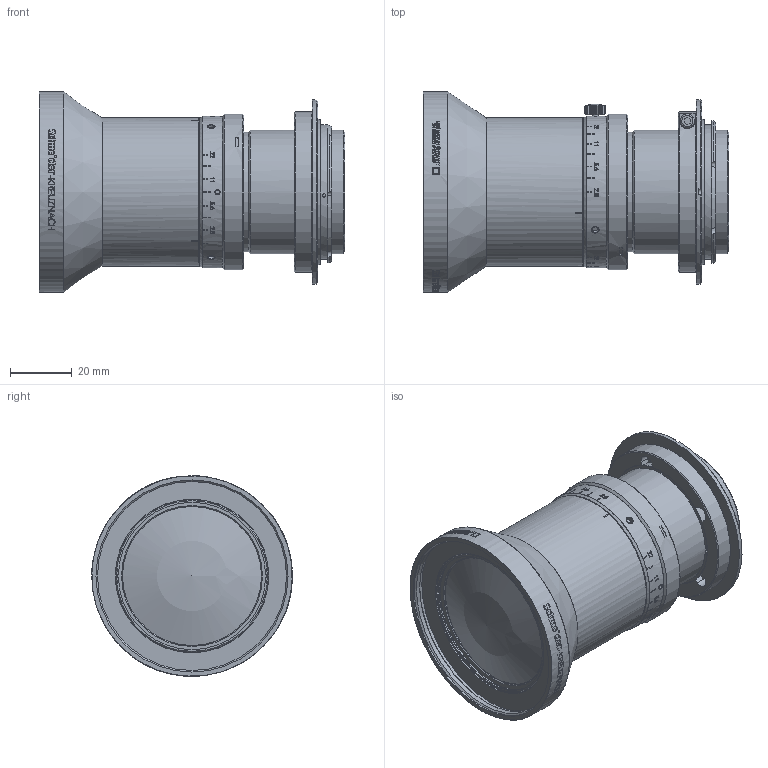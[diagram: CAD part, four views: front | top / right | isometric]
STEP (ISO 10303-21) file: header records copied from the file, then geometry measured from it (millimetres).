
FILE_DESCRIPTION(/* description */ (''),/* implementation_level */ '2;1');
FILE_NAME(/* name */ '1071609_00156040_002.stp',/* time_stamp */ '2021-10-20T09:27:37+02:00',/* author */ (''),/* organization */ (''),/* preprocessor_version */ 'ST-DEVELOPER v16',/* originating_system */ 'SIEMENS PLM Software NX 10.0',/* authorisation */ '');
FILE_SCHEMA (('AP203_CONFIGURATION_CONTROLLED_3D_DESIGN_OF_MECHANICAL_PARTS_AND_ASSEMBLIES_MIM_LF { 1 0 10303 403 2 1 2}'));
Length unit declared in the file: millimetre
Products named in the file (1): Froe32AC75C89j6d
Bounding box: 99.09 x 65 x 65 mm (x, y, z)
Volume: 177632.4 mm3; surface area: 36117.1 mm2
Topology: 1 solids, 8 shells, 637 faces, 2143 edges, 1707 vertices
Faces by surface type: plane 298, cylinder 263, cone 58, extrusion 10, torus 5, sphere 3
Full cylindrical faces by diameter (mm): 1.1 x1, 1.175 x1, 1.321 x1, 1.7 x4, 1.9 x4, 2 x1, 2.05 x4, 2.5 x1, 2.7 x4, 2.8 x1, 4.5 x1, 31.5 x1, 33.5 x1, 36.2 x1, 36.4 x1, 38.72 x1, 40 x2, 41.6 x1, 43.5 x1, 45 x1, 46.762 x1, 47 x1, 48 x1, 48.01 x1, 48.5 x1, 49 x1, 49.01 x1, 49.7 x1, 50.4 x1, 61.18 x1
Entity records: 26990 total; most frequent: CARTESIAN_POINT 10010, ORIENTED_EDGE 4049, DIRECTION 2464, EDGE_CURVE 2032, VERTEX_POINT 1676, B_SPLINE_CURVE_WITH_KNOTS 1133, AXIS2_PLACEMENT_3D 957, EDGE_LOOP 931
